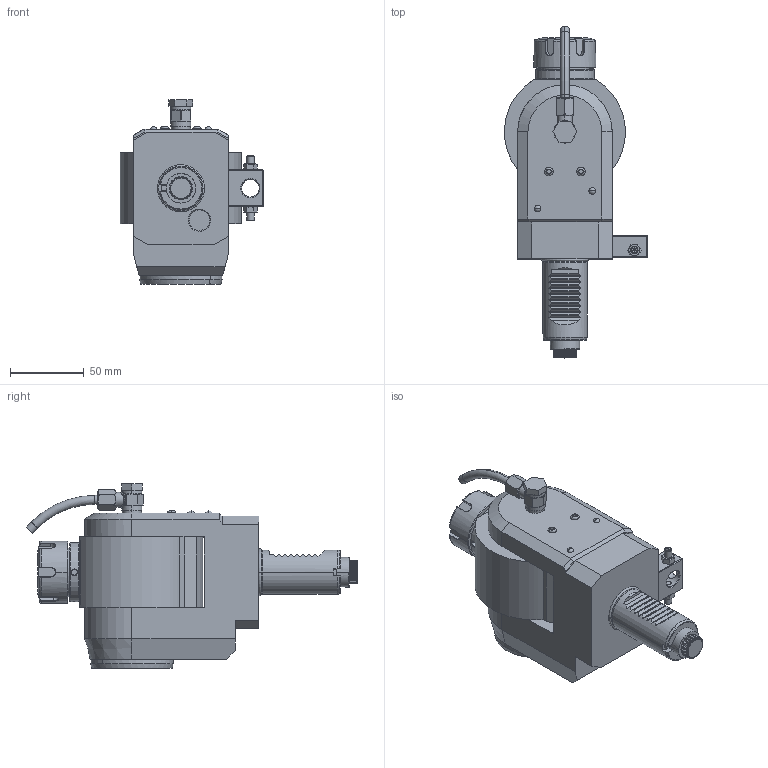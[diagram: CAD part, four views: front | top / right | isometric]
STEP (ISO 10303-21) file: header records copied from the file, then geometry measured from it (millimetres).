
FILE_DESCRIPTION((''),'2;1');
FILE_NAME('NGT1_30_531_25_2','2019-08-09T',('vali'),('NOVA GRUP'),'PRO/ENGINEER BY PARAMETRIC TECHNOLOGY CORPORATION, 2010280','PRO/ENGINEER BY PARAMETRIC TECHNOLOGY CORPORATION, 2010280','');
FILE_SCHEMA(('CONFIG_CONTROL_DESIGN'));
Length unit declared in the file: millimetre
Products named in the file (1): NGT1_30_531_25_2
Bounding box: 97 x 224.67 x 124.9 mm (x, y, z)
Volume: 802011.1 mm3; surface area: 75475.5 mm2
Topology: 1 solids, 3 shells, 647 faces, 1649 edges, 1025 vertices
Faces by surface type: plane 239, cylinder 213, bspline 80, cone 75, torus 36, sphere 4
Entity records: 29436 total; most frequent: CARTESIAN_POINT 14774, ORIENTED_EDGE 3266, DIRECTION 2689, EDGE_CURVE 1633, VERTEX_POINT 1025, AXIS2_PLACEMENT_3D 979, VECTOR 731, LINE 731
